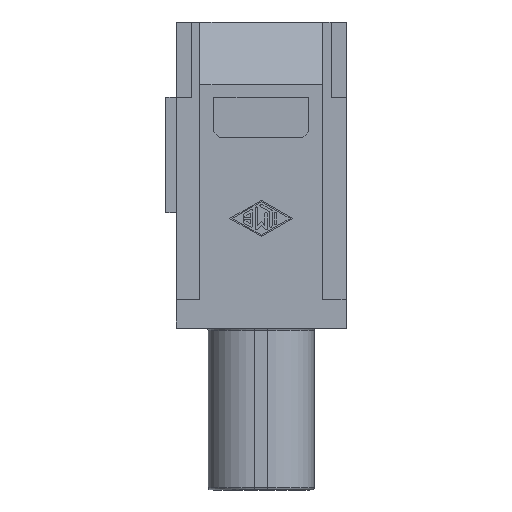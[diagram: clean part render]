
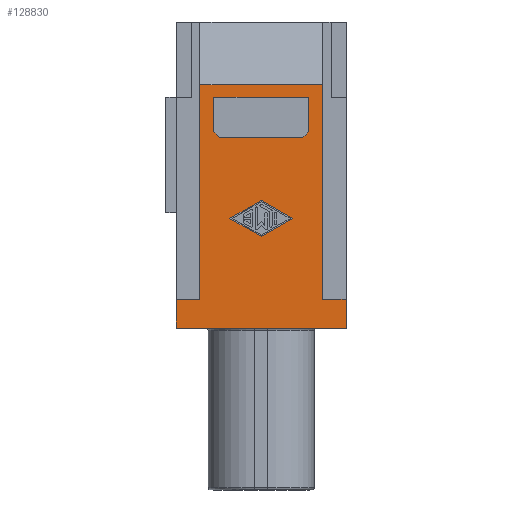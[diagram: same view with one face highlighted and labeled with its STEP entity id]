
A CAD part, front view. The second image highlights one B-rep face of the part: STEP entity #128830.
In plain terms, the highlighted face is planar.
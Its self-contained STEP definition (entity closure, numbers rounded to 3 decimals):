
#2080=CARTESIAN_POINT('',(44.588,26.557,-32.144));
#2090=VERTEX_POINT('',#2080);
#2120=CARTESIAN_POINT('',(44.588,0.,-32.144));
#2130=DIRECTION('',(0.,1.,0.));
#2140=VECTOR('',#2130,1.);
#2150=LINE('',#2120,#2140);
#2160=CARTESIAN_POINT('',(44.588,23.557,-32.144));
#2170=VERTEX_POINT('',#2160);
#2180=EDGE_CURVE('',#2170,#2090,#2150,.T.);
#5660=CARTESIAN_POINT('',(53.988,41.057,-32.144));
#5670=VERTEX_POINT('',#5660);
#5840=CARTESIAN_POINT('',(56.038,41.057,-32.144))
;
#5850=VERTEX_POINT('',#5840);
#5880=CARTESIAN_POINT('',(0.,41.057,-32.144));
#5890=DIRECTION('',(-1.,0.,0.));
#5900=VECTOR('',#5890,1.);
#5910=LINE('',#5880,#5900);
#5920=EDGE_CURVE('',#5850,#5670,#5910,.T.);
#6230=CARTESIAN_POINT('',(52.788,23.557,-32.144));
#6240=VERTEX_POINT('',#6230);
#6270=CARTESIAN_POINT('',(52.788,0.,-32.144));
#6280=DIRECTION('',(0.,-1.,0.));
#6290=VECTOR('',#6280,1.);
#6300=LINE('',#6270,#6290);
#6310=CARTESIAN_POINT('',(52.788,26.557,-32.144));
#6320=VERTEX_POINT('',#6310);
#6330=EDGE_CURVE('',#6320,#6240,#6300,.T.);
#10990=CARTESIAN_POINT('',(41.338,43.557,
-32.144));
#11000=VERTEX_POINT('',#10990);
#11030=CARTESIAN_POINT('',(0.,43.557,-32.144));
#11040=DIRECTION('',(-1.,0.,0.));
#11050=VECTOR('',#11040,1.);
#11060=LINE('',#11030,#11050);
#11070=CARTESIAN_POINT('',(56.038,43.557,
-32.144));
#11080=VERTEX_POINT('',#11070);
#11090=EDGE_CURVE('',#11080,#11000,#11060,.T.);
#20660=CARTESIAN_POINT('',(52.288,27.057,-32.144));
#20670=VERTEX_POINT('',#20660);
#20700=CARTESIAN_POINT('',(0.,27.057,-32.144));
#20710=DIRECTION('',(1.,0.,0.));
#20720=VECTOR('',#20710,1.);
#20730=LINE('',#20700,#20720);
#20740=CARTESIAN_POINT('',(45.088,27.057,-32.144));
#20750=VERTEX_POINT('',#20740);
#20760=EDGE_CURVE('',#20750,#20670,#20730,.T.);
#23480=CARTESIAN_POINT('',(56.038,0.,-32.144));
#23490=DIRECTION('',(0.,1.,0.));
#23500=VECTOR('',#23490,1.);
#23510=LINE('',#23480,#23500);
#23520=EDGE_CURVE('',#5850,#11080,#23510,.T.);
#33020=CARTESIAN_POINT('',(0.,41.057,-32.144));
#33030=DIRECTION('',(-1.,0.,0.));
#33040=VECTOR('',#33030,1.);
#33050=LINE('',#33020,#33040);
#33060=CARTESIAN_POINT('',(43.388,41.057,-32.144));
#33070=VERTEX_POINT('',#33060);
#33080=CARTESIAN_POINT('',(41.338,41.057,-32.144)
);
#33090=VERTEX_POINT('',#33080);
#33100=EDGE_CURVE('',#33070,#33090,#33050,.T.);
#40250=CARTESIAN_POINT('',(18.031,0.,-32.144));
#40260=DIRECTION('',(0.707,0.707,
0.));
#40270=VECTOR('',#40260,1.);
#40280=LINE('',#40250,#40270);
#40290=EDGE_CURVE('',#2090,#20750,#40280,.T.);
#53520=CARTESIAN_POINT('',(79.345,0.,-32.144));
#53530=DIRECTION('',(0.707,-0.707,
0.));
#53540=VECTOR('',#53530,1.);
#53550=LINE('',#53520,#53540);
#53560=EDGE_CURVE('',#20670,#6320,#53550,.T.);
#59570=CARTESIAN_POINT('',(53.988,23.557,-32.144));
#59580=DIRECTION('',(0.,-1.,0.));
#59590=VECTOR('',#59580,1.);
#59600=LINE('',#59570,#59590);
#59610=CARTESIAN_POINT('',(53.988,22.492,-32.144)
);
#59620=VERTEX_POINT('',#59610);
#59630=EDGE_CURVE('',#5670,#59620,#59600,.T.);
#63560=CARTESIAN_POINT('',(41.338,0.,-32.144));
#63570=DIRECTION('',(0.,-1.,0.));
#63580=VECTOR('',#63570,1.);
#63590=LINE('',#63560,#63580);
#63600=EDGE_CURVE('',#11000,#33090,#63590,.T.);
#111960=CARTESIAN_POINT('',(0.,23.557,-32.144));
#111970=DIRECTION('',(-1.,0.,0.));
#111980=VECTOR('',#111970,1.);
#111990=LINE('',#111960,#111980);
#112000=EDGE_CURVE('',#6240,#2170,#111990,.T.);
#127460=CARTESIAN_POINT('',(48.72,22.492,
-32.144));
#127470=DIRECTION('',(-1.,0.,0.));
#127480=VECTOR('',#127470,1.);
#127490=LINE('',#127460,#127480);
#127500=CARTESIAN_POINT('',(43.388,22.492,-32.144
));
#127510=VERTEX_POINT('',#127500);
#127520=EDGE_CURVE('',#59620,#127510,#127490,.T.);
#128210=CARTESIAN_POINT('',(42.388,23.557,-32.144));
#128220=DIRECTION('',(0.,0.,1.));
#128230=DIRECTION('',(1.,0.,0.));
#128240=AXIS2_PLACEMENT_3D('',#128210,#128220,#128230);
#128250=PLANE('',#128240);
#128260=ORIENTED_EDGE('',*,*,#2180,.F.);
#128270=ORIENTED_EDGE('',*,*,#40290,.F.);
#128280=ORIENTED_EDGE('',*,*,#20760,.F.);
#128290=ORIENTED_EDGE('',*,*,#53560,.F.);
#128300=ORIENTED_EDGE('',*,*,#6330,.F.);
#128310=ORIENTED_EDGE('',*,*,#112000,.F.);
#128320=EDGE_LOOP('',(#128310,#128300,#128290,#128280,#128270,#128260));
#128330=FACE_BOUND('',#128320,.T.);
#128340=ORIENTED_EDGE('',*,*,#5920,.T.);
#128350=ORIENTED_EDGE('',*,*,#23520,.F.);
#128360=ORIENTED_EDGE('',*,*,#11090,.F.);
#128370=ORIENTED_EDGE('',*,*,#63600,.F.);
#128380=ORIENTED_EDGE('',*,*,#33100,.T.);
#128390=CARTESIAN_POINT('',(43.388,23.557,-32.144));
#128400=DIRECTION('',(0.,1.,0.));
#128410=VECTOR('',#128400,1.);
#128420=LINE('',#128390,#128410);
#128430=EDGE_CURVE('',#127510,#33070,#128420,.T.);
#128440=ORIENTED_EDGE('',*,*,#128430,.T.);
#128450=ORIENTED_EDGE('',*,*,#127520,.T.);
#128460=ORIENTED_EDGE('',*,*,#59630,.T.);
#128470=EDGE_LOOP('',(#128460,#128450,#128440,#128380,#128370,#128360,
#128350,#128340));
#128480=FACE_OUTER_BOUND('',#128470,.T.);
#128490=CARTESIAN_POINT('',(0.,60.572,-32.144));
#128500=DIRECTION('',(0.866,-0.5,
0.));
#128510=VECTOR('',#128500,1.);
#128520=LINE('',#128490,#128510);
#128530=CARTESIAN_POINT('',(45.979,34.057,-32.144
));
#128540=VERTEX_POINT('',#128530);
#128550=CARTESIAN_POINT('',(48.688,32.495,
-32.144));
#128560=VERTEX_POINT('',#128550);
#128570=EDGE_CURVE('',#128540,#128560,#128520,.T.);
#128580=ORIENTED_EDGE('',*,*,#128570,.T.);
#128590=CARTESIAN_POINT('',(0.,7.543,-32.144));
#128600=DIRECTION('',(-0.866,-0.5,
0.));
#128610=VECTOR('',#128600,1.);
#128620=LINE('',#128590,#128610);
#128630=CARTESIAN_POINT('',(48.688,35.619,
-32.144));
#128640=VERTEX_POINT('',#128630);
#128650=EDGE_CURVE('',#128640,#128540,#128620,.T.);
#128660=ORIENTED_EDGE('',*,*,#128650,.T.);
#128670=CARTESIAN_POINT('',(0.,63.696,-32.144));
#128680=DIRECTION('',(-0.866,0.5,
0.));
#128690=VECTOR('',#128680,1.);
#128700=LINE('',#128670,#128690);
#128710=CARTESIAN_POINT('',(51.396,34.057,-32.144
));
#128720=VERTEX_POINT('',#128710);
#128730=EDGE_CURVE('',#128720,#128640,#128700,.T.);
#128740=ORIENTED_EDGE('',*,*,#128730,.T.);
#128750=CARTESIAN_POINT('',(0.,4.419,-32.144));
#128760=DIRECTION('',(0.866,0.5,
0.));
#128770=VECTOR('',#128760,1.);
#128780=LINE('',#128750,#128770);
#128790=EDGE_CURVE('',#128560,#128720,#128780,.T.);
#128800=ORIENTED_EDGE('',*,*,#128790,.T.);
#128810=EDGE_LOOP('',(#128800,#128740,#128660,#128580));
#128820=FACE_BOUND('',#128810,.T.);
#128830=ADVANCED_FACE('',(#128330,#128480,#128820),#128250,.F.);
